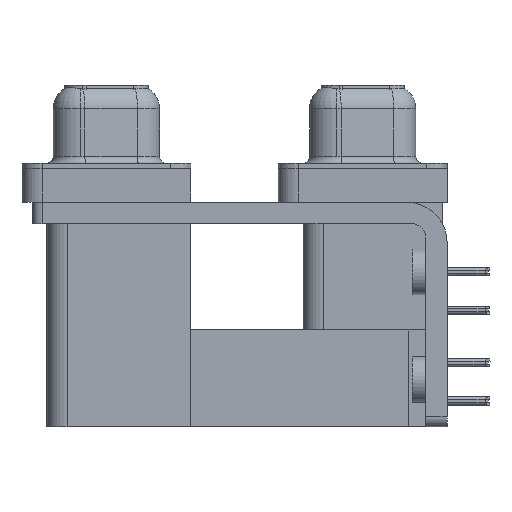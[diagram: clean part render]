
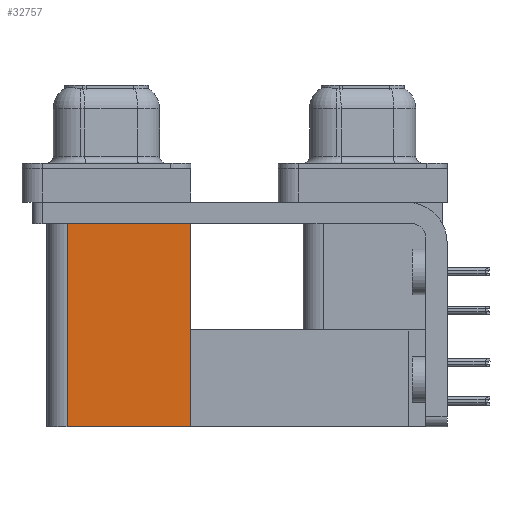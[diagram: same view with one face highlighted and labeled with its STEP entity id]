
A CAD part, left-side view. The second image highlights one B-rep face of the part: STEP entity #32757.
In plain terms, the highlighted planar face has unit normal (-1, 0, 0).
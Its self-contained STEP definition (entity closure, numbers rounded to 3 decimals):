
#6940 = ORIENTED_EDGE ( 'NONE', *, *, #39727, .T. ) ;
#7847 = VECTOR ( 'NONE', #17114, 1000. ) ;
#9601 = VECTOR ( 'NONE', #46007, 1000. ) ;
#10683 = DIRECTION ( 'NONE',  ( 0., 1., 0. ) ) ;
#11657 = LINE ( 'NONE', #41795, #9601 ) ;
#12086 = EDGE_LOOP ( 'NONE', ( #17776, #29752, #20603, #6940 ) ) ;
#13003 = CARTESIAN_POINT ( 'NONE',  ( 3.765, 12.775, -2.5 ) ) ;
#15680 = AXIS2_PLACEMENT_3D ( 'NONE', #35348, #40221, #48134 ) ;
#16491 = EDGE_CURVE ( 'NONE', #17229, #36925, #21080, .T. ) ;
#17114 = DIRECTION ( 'NONE',  ( 0., 1., 0. ) ) ;
#17229 = VERTEX_POINT ( 'NONE', #13003 ) ;
#17776 = ORIENTED_EDGE ( 'NONE', *, *, #16491, .T. ) ;
#18299 = VECTOR ( 'NONE', #10683, 1000. ) ;
#18904 = CARTESIAN_POINT ( 'NONE',  ( 3.765, 21.975, -2.5 ) ) ;
#20603 = ORIENTED_EDGE ( 'NONE', *, *, #21290, .F. ) ;
#21080 = LINE ( 'NONE', #21802, #18299 ) ;
#21290 = EDGE_CURVE ( 'NONE', #23652, #29193, #24529, .T. ) ;
#21802 = CARTESIAN_POINT ( 'NONE',  ( 3.765, 12.775, -2.5 ) ) ;
#21831 = LINE ( 'NONE', #41345, #31207 ) ;
#23652 = VERTEX_POINT ( 'NONE', #32431 ) ;
#24254 = FACE_OUTER_BOUND ( 'NONE', #12086, .T. ) ;
#24462 = EDGE_CURVE ( 'NONE', #29193, #36925, #21831, .T. ) ;
#24529 = LINE ( 'NONE', #39586, #7847 ) ;
#29193 = VERTEX_POINT ( 'NONE', #44050 ) ;
#29752 = ORIENTED_EDGE ( 'NONE', *, *, #24462, .F. ) ;
#29985 = DIRECTION ( 'NONE',  ( 0., 0., 1. ) ) ;
#31207 = VECTOR ( 'NONE', #29985, 1000. ) ;
#31413 = PLANE ( 'NONE',  #15680 ) ;
#32431 = CARTESIAN_POINT ( 'NONE',  ( 3.765, 12.775, -19.2 ) ) ;
#32757 = ADVANCED_FACE ( 'NONE', ( #24254 ), #31413, .F. ) ;
#35348 = CARTESIAN_POINT ( 'NONE',  ( 3.765, 12.775, -19.2 ) ) ;
#36925 = VERTEX_POINT ( 'NONE', #18904 ) ;
#39586 = CARTESIAN_POINT ( 'NONE',  ( 3.765, 12.775, -19.2 ) ) ;
#39727 = EDGE_CURVE ( 'NONE', #23652, #17229, #11657, .T. ) ;
#40221 = DIRECTION ( 'NONE',  ( 1., 0., 0. ) ) ;
#41345 = CARTESIAN_POINT ( 'NONE',  ( 3.765, 21.975, -19.2 ) ) ;
#41795 = CARTESIAN_POINT ( 'NONE',  ( 3.765, 12.775, -19.2 ) ) ;
#44050 = CARTESIAN_POINT ( 'NONE',  ( 3.765, 21.975, -19.2 ) ) ;
#46007 = DIRECTION ( 'NONE',  ( 0., 0., 1. ) ) ;
#48134 = DIRECTION ( 'NONE',  ( 0., 0., -1. ) ) ;
